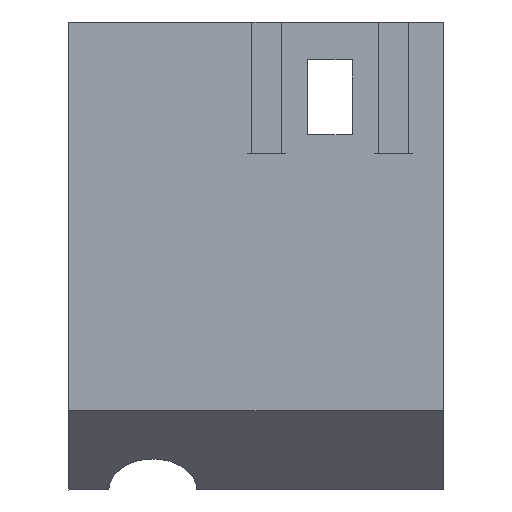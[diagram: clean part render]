
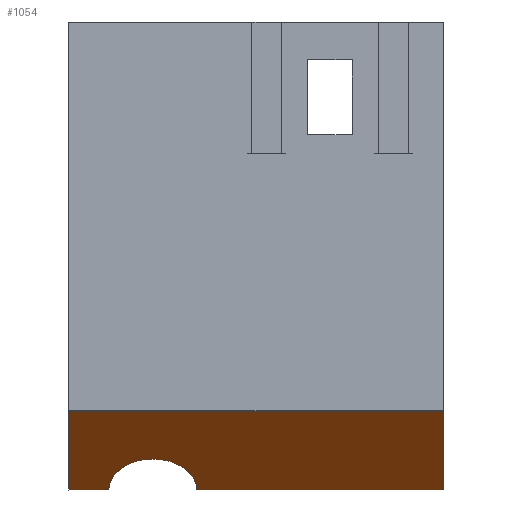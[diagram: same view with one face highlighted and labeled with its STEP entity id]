
A CAD part, front view. The second image highlights one B-rep face of the part: STEP entity #1054.
In plain terms, the highlighted planar face has unit normal (0, -0.707, -0.707).
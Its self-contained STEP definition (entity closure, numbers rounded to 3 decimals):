
#33 = VERTEX_POINT('',#34);
#34 = CARTESIAN_POINT('',(71.732,-190.,-84.903));
#43 = PLANE('',#44);
#44 = AXIS2_PLACEMENT_3D('',#45,#46,#47);
#45 = CARTESIAN_POINT('',(71.732,-190.,-84.903));
#46 = DIRECTION('',(0.,0.707,-0.707));
#47 = DIRECTION('',(0.,-0.707,-0.707)
  );
#55 = PLANE('',#56);
#56 = AXIS2_PLACEMENT_3D('',#57,#58,#59);
#57 = CARTESIAN_POINT('',(71.732,-190.,-84.903));
#58 = DIRECTION('',(-1.,-0.,0.));
#59 = DIRECTION('',(0.,0.,-1.));
#67 = EDGE_CURVE('',#33,#68,#70,.T.);
#68 = VERTEX_POINT('',#69);
#69 = CARTESIAN_POINT('',(82.414,-190.,-84.903));
#70 = SURFACE_CURVE('',#71,(#75,#82),.PCURVE_S1.);
#71 = LINE('',#72,#73);
#72 = CARTESIAN_POINT('',(71.732,-190.,-84.903));
#73 = VECTOR('',#74,1.);
#74 = DIRECTION('',(1.,0.,0.));
#75 = PCURVE('',#43,#76);
#76 = DEFINITIONAL_REPRESENTATION('',(#77),#81);
#77 = LINE('',#78,#79);
#78 = CARTESIAN_POINT('',(-0.,-0.));
#79 = VECTOR('',#80,1.);
#80 = DIRECTION('',(-0.,-1.));
#81 = ( GEOMETRIC_REPRESENTATION_CONTEXT(2) 
PARAMETRIC_REPRESENTATION_CONTEXT() REPRESENTATION_CONTEXT('2D SPACE',''
  ) );
#82 = PCURVE('',#83,#88);
#83 = PLANE('',#84);
#84 = AXIS2_PLACEMENT_3D('',#85,#86,#87);
#85 = CARTESIAN_POINT('',(71.732,-190.,-84.903));
#86 = DIRECTION('',(0.,0.707,0.707));
#87 = DIRECTION('',(0.,0.707,-0.707));
#88 = DEFINITIONAL_REPRESENTATION('',(#89),#93);
#89 = LINE('',#90,#91);
#90 = CARTESIAN_POINT('',(-0.,-0.));
#91 = VECTOR('',#92,1.);
#92 = DIRECTION('',(-0.,-1.));
#93 = ( GEOMETRIC_REPRESENTATION_CONTEXT(2) 
PARAMETRIC_REPRESENTATION_CONTEXT() REPRESENTATION_CONTEXT('2D SPACE',''
  ) );
#111 = CYLINDRICAL_SURFACE('',#112,11.75);
#112 = AXIS2_PLACEMENT_3D('',#113,#114,#115);
#113 = CARTESIAN_POINT('',(94.164,-100.049,
    4.999));
#114 = DIRECTION('',(0.,-0.707,-0.707)
  );
#115 = DIRECTION('',(-1.,0.,0.));
#230 = EDGE_CURVE('',#33,#231,#233,.T.);
#231 = VERTEX_POINT('',#232);
#232 = CARTESIAN_POINT('',(71.732,-211.213,
    -63.69));
#233 = SURFACE_CURVE('',#234,(#238,#245),.PCURVE_S1.);
#234 = LINE('',#235,#236);
#235 = CARTESIAN_POINT('',(71.732,-190.,-84.903));
#236 = VECTOR('',#237,1.);
#237 = DIRECTION('',(0.,-0.707,0.707)
  );
#238 = PCURVE('',#55,#239);
#239 = DEFINITIONAL_REPRESENTATION('',(#240),#244);
#240 = LINE('',#241,#242);
#241 = CARTESIAN_POINT('',(-0.,-0.));
#242 = VECTOR('',#243,1.);
#243 = DIRECTION('',(-0.707,0.707));
#244 = ( GEOMETRIC_REPRESENTATION_CONTEXT(2) 
PARAMETRIC_REPRESENTATION_CONTEXT() REPRESENTATION_CONTEXT('2D SPACE',''
  ) );
#245 = PCURVE('',#83,#246);
#246 = DEFINITIONAL_REPRESENTATION('',(#247),#251);
#247 = LINE('',#248,#249);
#248 = CARTESIAN_POINT('',(0.,0.));
#249 = VECTOR('',#250,1.);
#250 = DIRECTION('',(-1.,0.));
#251 = ( GEOMETRIC_REPRESENTATION_CONTEXT(2) 
PARAMETRIC_REPRESENTATION_CONTEXT() REPRESENTATION_CONTEXT('2D SPACE',''
  ) );
#561 = PLANE('',#562);
#562 = AXIS2_PLACEMENT_3D('',#563,#564,#565);
#563 = CARTESIAN_POINT('',(71.732,-211.213,
    -63.69));
#564 = DIRECTION('',(0.,1.,0.));
#565 = DIRECTION('',(0.,0.,-1.));
#967 = PLANE('',#968);
#968 = AXIS2_PLACEMENT_3D('',#969,#970,#971);
#969 = CARTESIAN_POINT('',(71.732,-190.,-84.903));
#970 = DIRECTION('',(0.,0.707,-0.707)
  );
#971 = DIRECTION('',(0.,-0.707,-0.707)
  );
#1011 = VERTEX_POINT('',#1012);
#1012 = CARTESIAN_POINT('',(105.914,-190.,-84.903));
#1033 = EDGE_CURVE('',#68,#1011,#1034,.T.);
#1034 = SURFACE_CURVE('',#1035,(#1040,#1047),.PCURVE_S1.);
#1035 = CIRCLE('',#1036,11.75);
#1036 = AXIS2_PLACEMENT_3D('',#1037,#1038,#1039);
#1037 = CARTESIAN_POINT('',(94.164,-189.975,
    -84.928));
#1038 = DIRECTION('',(0.,0.707,0.707)
  );
#1039 = DIRECTION('',(-1.,0.,0.));
#1040 = PCURVE('',#111,#1041);
#1041 = DEFINITIONAL_REPRESENTATION('',(#1042),#1046);
#1042 = LINE('',#1043,#1044);
#1043 = CARTESIAN_POINT('',(-0.,127.176));
#1044 = VECTOR('',#1045,1.);
#1045 = DIRECTION('',(-1.,0.));
#1046 = ( GEOMETRIC_REPRESENTATION_CONTEXT(2) 
PARAMETRIC_REPRESENTATION_CONTEXT() REPRESENTATION_CONTEXT('2D SPACE',''
  ) );
#1047 = PCURVE('',#83,#1048);
#1048 = DEFINITIONAL_REPRESENTATION('',(#1049),#1053);
#1049 = CIRCLE('',#1050,11.75);
#1050 = AXIS2_PLACEMENT_2D('',#1051,#1052);
#1051 = CARTESIAN_POINT('',(0.035,-22.432));
#1052 = DIRECTION('',(0.,1.));
#1053 = ( GEOMETRIC_REPRESENTATION_CONTEXT(2) 
PARAMETRIC_REPRESENTATION_CONTEXT() REPRESENTATION_CONTEXT('2D SPACE',''
  ) );
#1054 = ADVANCED_FACE('',(#1055),#83,.F.);
#1055 = FACE_BOUND('',#1056,.T.);
#1056 = EDGE_LOOP('',(#1057,#1058,#1059,#1060,#1083,#1111));
#1057 = ORIENTED_EDGE('',*,*,#230,.F.);
#1058 = ORIENTED_EDGE('',*,*,#67,.T.);
#1059 = ORIENTED_EDGE('',*,*,#1033,.T.);
#1060 = ORIENTED_EDGE('',*,*,#1061,.T.);
#1061 = EDGE_CURVE('',#1011,#1062,#1064,.T.);
#1062 = VERTEX_POINT('',#1063);
#1063 = CARTESIAN_POINT('',(171.732,-190.,-84.903));
#1064 = SURFACE_CURVE('',#1065,(#1069,#1076),.PCURVE_S1.);
#1065 = LINE('',#1066,#1067);
#1066 = CARTESIAN_POINT('',(71.732,-190.,-84.903));
#1067 = VECTOR('',#1068,1.);
#1068 = DIRECTION('',(1.,0.,0.));
#1069 = PCURVE('',#83,#1070);
#1070 = DEFINITIONAL_REPRESENTATION('',(#1071),#1075);
#1071 = LINE('',#1072,#1073);
#1072 = CARTESIAN_POINT('',(-0.,-0.));
#1073 = VECTOR('',#1074,1.);
#1074 = DIRECTION('',(-0.,-1.));
#1075 = ( GEOMETRIC_REPRESENTATION_CONTEXT(2) 
PARAMETRIC_REPRESENTATION_CONTEXT() REPRESENTATION_CONTEXT('2D SPACE',''
  ) );
#1076 = PCURVE('',#967,#1077);
#1077 = DEFINITIONAL_REPRESENTATION('',(#1078),#1082);
#1078 = LINE('',#1079,#1080);
#1079 = CARTESIAN_POINT('',(-0.,-0.));
#1080 = VECTOR('',#1081,1.);
#1081 = DIRECTION('',(-0.,-1.));
#1082 = ( GEOMETRIC_REPRESENTATION_CONTEXT(2) 
PARAMETRIC_REPRESENTATION_CONTEXT() REPRESENTATION_CONTEXT('2D SPACE',''
  ) );
#1083 = ORIENTED_EDGE('',*,*,#1084,.T.);
#1084 = EDGE_CURVE('',#1062,#1085,#1087,.T.);
#1085 = VERTEX_POINT('',#1086);
#1086 = CARTESIAN_POINT('',(171.732,-211.213,
    -63.69));
#1087 = SURFACE_CURVE('',#1088,(#1092,#1099),.PCURVE_S1.);
#1088 = LINE('',#1089,#1090);
#1089 = CARTESIAN_POINT('',(171.732,-190.,-84.903));
#1090 = VECTOR('',#1091,1.);
#1091 = DIRECTION('',(0.,-0.707,0.707
    ));
#1092 = PCURVE('',#83,#1093);
#1093 = DEFINITIONAL_REPRESENTATION('',(#1094),#1098);
#1094 = LINE('',#1095,#1096);
#1095 = CARTESIAN_POINT('',(0.,-100.));
#1096 = VECTOR('',#1097,1.);
#1097 = DIRECTION('',(-1.,0.));
#1098 = ( GEOMETRIC_REPRESENTATION_CONTEXT(2) 
PARAMETRIC_REPRESENTATION_CONTEXT() REPRESENTATION_CONTEXT('2D SPACE',''
  ) );
#1099 = PCURVE('',#1100,#1105);
#1100 = PLANE('',#1101);
#1101 = AXIS2_PLACEMENT_3D('',#1102,#1103,#1104);
#1102 = CARTESIAN_POINT('',(171.732,-190.,-84.903));
#1103 = DIRECTION('',(-1.,-0.,0.));
#1104 = DIRECTION('',(0.,0.,-1.));
#1105 = DEFINITIONAL_REPRESENTATION('',(#1106),#1110);
#1106 = LINE('',#1107,#1108);
#1107 = CARTESIAN_POINT('',(-0.,-0.));
#1108 = VECTOR('',#1109,1.);
#1109 = DIRECTION('',(-0.707,0.707));
#1110 = ( GEOMETRIC_REPRESENTATION_CONTEXT(2) 
PARAMETRIC_REPRESENTATION_CONTEXT() REPRESENTATION_CONTEXT('2D SPACE',''
  ) );
#1111 = ORIENTED_EDGE('',*,*,#1112,.F.);
#1112 = EDGE_CURVE('',#231,#1085,#1113,.T.);
#1113 = SURFACE_CURVE('',#1114,(#1118,#1125),.PCURVE_S1.);
#1114 = LINE('',#1115,#1116);
#1115 = CARTESIAN_POINT('',(71.732,-211.213,
    -63.69));
#1116 = VECTOR('',#1117,1.);
#1117 = DIRECTION('',(1.,0.,0.));
#1118 = PCURVE('',#83,#1119);
#1119 = DEFINITIONAL_REPRESENTATION('',(#1120),#1124);
#1120 = LINE('',#1121,#1122);
#1121 = CARTESIAN_POINT('',(-30.,0.));
#1122 = VECTOR('',#1123,1.);
#1123 = DIRECTION('',(-0.,-1.));
#1124 = ( GEOMETRIC_REPRESENTATION_CONTEXT(2) 
PARAMETRIC_REPRESENTATION_CONTEXT() REPRESENTATION_CONTEXT('2D SPACE',''
  ) );
#1125 = PCURVE('',#561,#1126);
#1126 = DEFINITIONAL_REPRESENTATION('',(#1127),#1131);
#1127 = LINE('',#1128,#1129);
#1128 = CARTESIAN_POINT('',(-0.,-0.));
#1129 = VECTOR('',#1130,1.);
#1130 = DIRECTION('',(-0.,-1.));
#1131 = ( GEOMETRIC_REPRESENTATION_CONTEXT(2) 
PARAMETRIC_REPRESENTATION_CONTEXT() REPRESENTATION_CONTEXT('2D SPACE',''
  ) );
